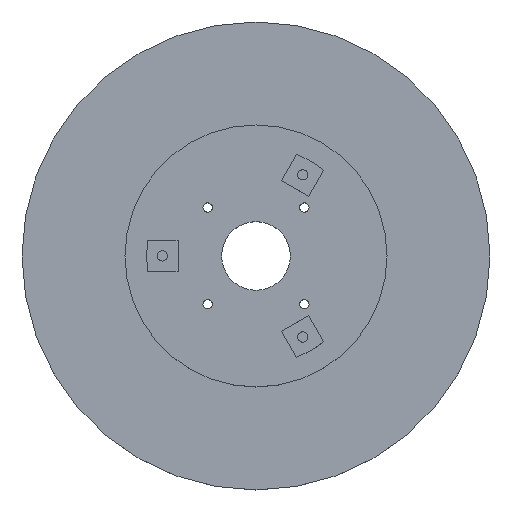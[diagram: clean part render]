
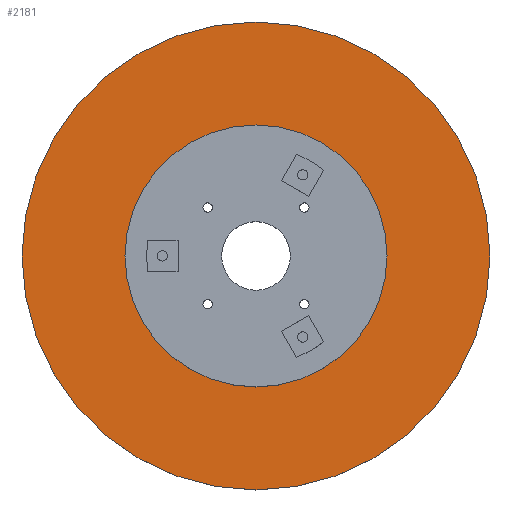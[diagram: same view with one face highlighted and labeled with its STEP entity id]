
A CAD part, top view. The second image highlights one B-rep face of the part: STEP entity #2181.
In plain terms, the highlighted planar face has unit normal (0, 0, 1).
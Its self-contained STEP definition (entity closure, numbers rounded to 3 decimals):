
#556 = CYLINDRICAL_SURFACE('',#557,42.);
#557 = AXIS2_PLACEMENT_3D('',#558,#559,#560);
#558 = CARTESIAN_POINT('',(0.,0.,4.));
#559 = DIRECTION('',(0.,0.,1.));
#560 = DIRECTION('',(1.,0.,0.));
#1218 = VERTEX_POINT('',#1219);
#1219 = CARTESIAN_POINT('',(42.,0.,5.));
#1242 = EDGE_CURVE('',#1218,#1218,#1243,.T.);
#1243 = SURFACE_CURVE('',#1244,(#1249,#1256),.PCURVE_S1.);
#1244 = CIRCLE('',#1245,42.);
#1245 = AXIS2_PLACEMENT_3D('',#1246,#1247,#1248);
#1246 = CARTESIAN_POINT('',(0.,0.,5.));
#1247 = DIRECTION('',(0.,0.,1.));
#1248 = DIRECTION('',(1.,0.,0.));
#1249 = PCURVE('',#556,#1250);
#1250 = DEFINITIONAL_REPRESENTATION('',(#1251),#1255);
#1251 = LINE('',#1252,#1253);
#1252 = CARTESIAN_POINT('',(0.,1.));
#1253 = VECTOR('',#1254,1.);
#1254 = DIRECTION('',(1.,0.));
#1255 = ( GEOMETRIC_REPRESENTATION_CONTEXT(2) 
PARAMETRIC_REPRESENTATION_CONTEXT() REPRESENTATION_CONTEXT('2D SPACE',''
  ) );
#1256 = PCURVE('',#1257,#1262);
#1257 = PLANE('',#1258);
#1258 = AXIS2_PLACEMENT_3D('',#1259,#1260,#1261);
#1259 = CARTESIAN_POINT('',(0.,0.,5.));
#1260 = DIRECTION('',(0.,0.,1.));
#1261 = DIRECTION('',(1.,0.,0.));
#1262 = DEFINITIONAL_REPRESENTATION('',(#1263),#1267);
#1263 = CIRCLE('',#1264,42.);
#1264 = AXIS2_PLACEMENT_2D('',#1265,#1266);
#1265 = CARTESIAN_POINT('',(0.,0.));
#1266 = DIRECTION('',(1.,0.));
#1267 = ( GEOMETRIC_REPRESENTATION_CONTEXT(2) 
PARAMETRIC_REPRESENTATION_CONTEXT() REPRESENTATION_CONTEXT('2D SPACE',''
  ) );
#2181 = ADVANCED_FACE('',(#2182,#2213),#1257,.T.);
#2182 = FACE_BOUND('',#2183,.T.);
#2183 = EDGE_LOOP('',(#2184));
#2184 = ORIENTED_EDGE('',*,*,#2185,.T.);
#2185 = EDGE_CURVE('',#2186,#2186,#2188,.T.);
#2186 = VERTEX_POINT('',#2187);
#2187 = CARTESIAN_POINT('',(75.,0.,5.));
#2188 = SURFACE_CURVE('',#2189,(#2194,#2201),.PCURVE_S1.);
#2189 = CIRCLE('',#2190,75.);
#2190 = AXIS2_PLACEMENT_3D('',#2191,#2192,#2193);
#2191 = CARTESIAN_POINT('',(0.,0.,5.));
#2192 = DIRECTION('',(0.,0.,1.));
#2193 = DIRECTION('',(1.,0.,0.));
#2194 = PCURVE('',#1257,#2195);
#2195 = DEFINITIONAL_REPRESENTATION('',(#2196),#2200);
#2196 = CIRCLE('',#2197,75.);
#2197 = AXIS2_PLACEMENT_2D('',#2198,#2199);
#2198 = CARTESIAN_POINT('',(0.,0.));
#2199 = DIRECTION('',(1.,0.));
#2200 = ( GEOMETRIC_REPRESENTATION_CONTEXT(2) 
PARAMETRIC_REPRESENTATION_CONTEXT() REPRESENTATION_CONTEXT('2D SPACE',''
  ) );
#2201 = PCURVE('',#2202,#2207);
#2202 = CYLINDRICAL_SURFACE('',#2203,75.);
#2203 = AXIS2_PLACEMENT_3D('',#2204,#2205,#2206);
#2204 = CARTESIAN_POINT('',(0.,0.,0.));
#2205 = DIRECTION('',(0.,0.,1.));
#2206 = DIRECTION('',(1.,0.,0.));
#2207 = DEFINITIONAL_REPRESENTATION('',(#2208),#2212);
#2208 = LINE('',#2209,#2210);
#2209 = CARTESIAN_POINT('',(0.,5.));
#2210 = VECTOR('',#2211,1.);
#2211 = DIRECTION('',(1.,0.));
#2212 = ( GEOMETRIC_REPRESENTATION_CONTEXT(2) 
PARAMETRIC_REPRESENTATION_CONTEXT() REPRESENTATION_CONTEXT('2D SPACE',''
  ) );
#2213 = FACE_BOUND('',#2214,.T.);
#2214 = EDGE_LOOP('',(#2215));
#2215 = ORIENTED_EDGE('',*,*,#1242,.F.);
